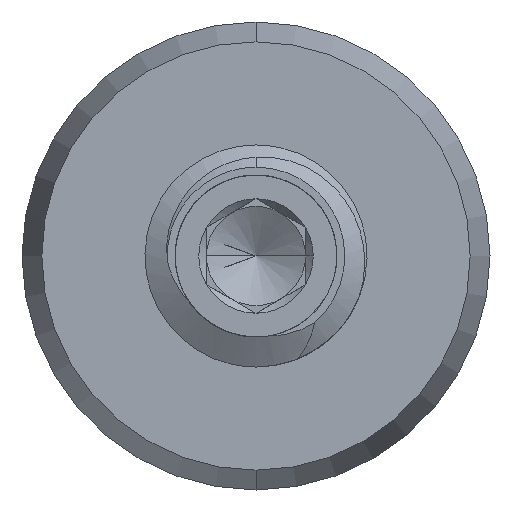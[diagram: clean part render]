
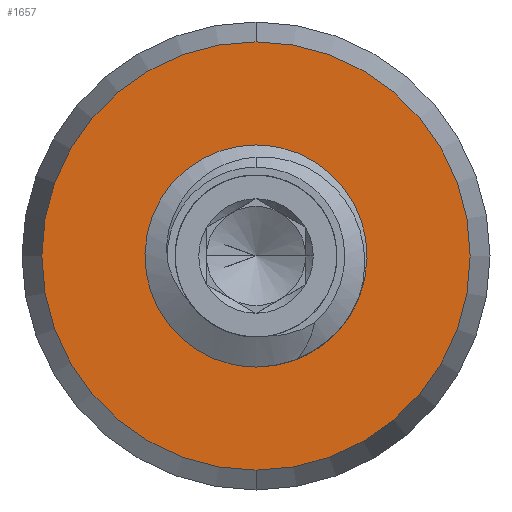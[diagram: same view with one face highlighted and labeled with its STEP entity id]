
A CAD part, front view. The second image highlights one B-rep face of the part: STEP entity #1657.
In plain terms, the highlighted planar face has unit normal (0, -1, 0).
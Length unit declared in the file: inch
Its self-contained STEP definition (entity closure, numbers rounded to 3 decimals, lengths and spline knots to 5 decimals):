
#212 = PLANE ( 'NONE',  #6936 ) ;
#253 = CARTESIAN_POINT ( 'NONE',  ( 0.06603, -4.90213, -0.04435 ) ) ;
#408 = CIRCLE ( 'NONE', #5453, 0.108 ) ;
#693 = AXIS2_PLACEMENT_3D ( 'NONE', #1950, #4507, #2623 ) ;
#748 = DIRECTION ( 'NONE',  ( 0., 1., 0. ) ) ;
#830 = EDGE_LOOP ( 'NONE', ( #4906, #3004 ) ) ;
#1272 = EDGE_CURVE ( 'NONE', #7642, #5705, #4935, .T. ) ;
#1657 = ADVANCED_FACE ( 'NONE', ( #8004, #2731 ), #212, .F. ) ;
#1746 = CIRCLE ( 'NONE', #2421, 0.0545 ) ;
#1950 = CARTESIAN_POINT ( 'NONE',  ( -0.04197, -4.90213, -0.04435 ) ) ;
#2169 = CARTESIAN_POINT ( 'NONE',  ( -0.04197, -4.90213, 0.06365 ) ) ;
#2421 = AXIS2_PLACEMENT_3D ( 'NONE', #6456, #748, #3280 ) ;
#2623 = DIRECTION ( 'NONE',  ( 0., 0., 1. ) ) ;
#2731 = FACE_OUTER_BOUND ( 'NONE', #3252, .T. ) ;
#2768 = DIRECTION ( 'NONE',  ( 0., 1., 0. ) ) ;
#3004 = ORIENTED_EDGE ( 'NONE', *, *, #6068, .T. ) ;
#3252 = EDGE_LOOP ( 'NONE', ( #6429, #7055 ) ) ;
#3280 = DIRECTION ( 'NONE',  ( 0., 0., 1. ) ) ;
#3339 = CARTESIAN_POINT ( 'NONE',  ( -0.04197, -4.90213, -0.15235 ) ) ;
#3405 = EDGE_CURVE ( 'NONE', #5670, #7562, #1746, .T. ) ;
#3664 = CARTESIAN_POINT ( 'NONE',  ( -0.04197, -4.90213, 0.01015 ) ) ;
#4247 = AXIS2_PLACEMENT_3D ( 'NONE', #4494, #6539, #7772 ) ;
#4494 = CARTESIAN_POINT ( 'NONE',  ( -0.04197, -4.90213, -0.04435 ) ) ;
#4507 = DIRECTION ( 'NONE',  ( 0., 1., 0. ) ) ;
#4701 = CARTESIAN_POINT ( 'NONE',  ( -0.04197, -4.90213, -0.04435 ) ) ;
#4906 = ORIENTED_EDGE ( 'NONE', *, *, #3405, .T. ) ;
#4935 = CIRCLE ( 'NONE', #693, 0.108 ) ;
#5279 = DIRECTION ( 'NONE',  ( 0., 0., 1. ) ) ;
#5453 = AXIS2_PLACEMENT_3D ( 'NONE', #4701, #7653, #5279 ) ;
#5670 = VERTEX_POINT ( 'NONE', #6409 ) ;
#5705 = VERTEX_POINT ( 'NONE', #2169 ) ;
#6068 = EDGE_CURVE ( 'NONE', #7562, #5670, #8246, .T. ) ;
#6409 = CARTESIAN_POINT ( 'NONE',  ( -0.04197, -4.90213, -0.09885 ) ) ;
#6429 = ORIENTED_EDGE ( 'NONE', *, *, #6750, .F. ) ;
#6456 = CARTESIAN_POINT ( 'NONE',  ( -0.04197, -4.90213, -0.04435 ) ) ;
#6539 = DIRECTION ( 'NONE',  ( 0., 1., 0. ) ) ;
#6750 = EDGE_CURVE ( 'NONE', #5705, #7642, #408, .T. ) ;
#6936 = AXIS2_PLACEMENT_3D ( 'NONE', #253, #2768, #7330 ) ;
#7055 = ORIENTED_EDGE ( 'NONE', *, *, #1272, .F. ) ;
#7330 = DIRECTION ( 'NONE',  ( 0., 0., 1. ) ) ;
#7562 = VERTEX_POINT ( 'NONE', #3664 ) ;
#7642 = VERTEX_POINT ( 'NONE', #3339 ) ;
#7653 = DIRECTION ( 'NONE',  ( 0., 1., 0. ) ) ;
#7772 = DIRECTION ( 'NONE',  ( 0., 0., 1. ) ) ;
#8004 = FACE_BOUND ( 'NONE', #830, .T. ) ;
#8246 = CIRCLE ( 'NONE', #4247, 0.0545 ) ;
